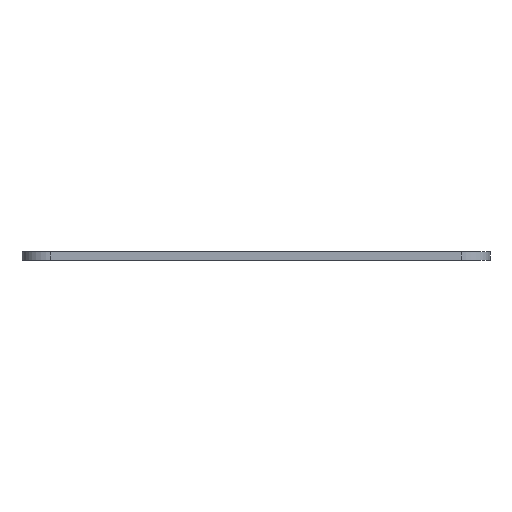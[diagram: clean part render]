
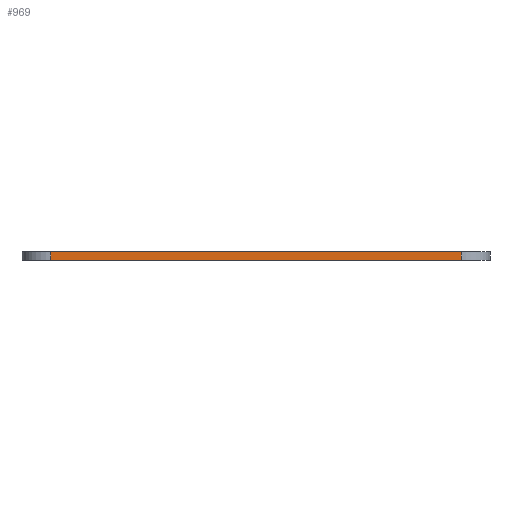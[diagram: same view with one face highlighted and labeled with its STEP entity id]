
A CAD part, left-side view. The second image highlights one B-rep face of the part: STEP entity #969.
In plain terms, the highlighted planar face has unit normal (-1, 0, 0).
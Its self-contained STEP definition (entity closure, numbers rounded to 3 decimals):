
#33=PLANE('',#1059);
#61=FACE_OUTER_BOUND('',#119,.T.);
#119=EDGE_LOOP('',(#713,#714,#715,#716));
#180=LINE('',#1447,#276);
#202=LINE('',#1534,#298);
#203=LINE('',#1537,#299);
#204=LINE('',#1538,#300);
#276=VECTOR('',#1150,10.);
#298=VECTOR('',#1218,10.);
#299=VECTOR('',#1221,10.);
#300=VECTOR('',#1222,10.);
#422=VERTEX_POINT('',#1444);
#423=VERTEX_POINT('',#1446);
#464=VERTEX_POINT('',#1530);
#466=VERTEX_POINT('',#1536);
#520=EDGE_CURVE('',#422,#423,#180,.T.);
#564=EDGE_CURVE('',#423,#464,#202,.T.);
#565=EDGE_CURVE('',#466,#422,#203,.T.);
#566=EDGE_CURVE('',#464,#466,#204,.T.);
#713=ORIENTED_EDGE('',*,*,#564,.F.);
#714=ORIENTED_EDGE('',*,*,#520,.F.);
#715=ORIENTED_EDGE('',*,*,#565,.F.);
#716=ORIENTED_EDGE('',*,*,#566,.F.);
#969=ADVANCED_FACE('',(#61),#33,.T.);
#1059=AXIS2_PLACEMENT_3D('',#1535,#1219,#1220);
#1150=DIRECTION('',(0.,1.,0.));
#1218=DIRECTION('',(0.,0.,1.));
#1219=DIRECTION('center_axis',(-1.,0.,0.));
#1220=DIRECTION('ref_axis',(0.,-1.,0.));
#1221=DIRECTION('',(0.,0.,-1.));
#1222=DIRECTION('',(0.,-1.,0.));
#1444=CARTESIAN_POINT('',(-13.146,-43.872,0.));
#1446=CARTESIAN_POINT('',(-13.146,28.041,0.));
#1447=CARTESIAN_POINT('',(-13.146,-48.872,0.));
#1530=CARTESIAN_POINT('',(-13.146,28.041,1.5));
#1534=CARTESIAN_POINT('',(-13.146,28.041,0.));
#1535=CARTESIAN_POINT('Origin',(-13.146,33.041,0.));
#1536=CARTESIAN_POINT('',(-13.146,-43.872,1.5));
#1537=CARTESIAN_POINT('',(-13.146,-43.872,0.));
#1538=CARTESIAN_POINT('',(-13.146,-48.872,1.5));
